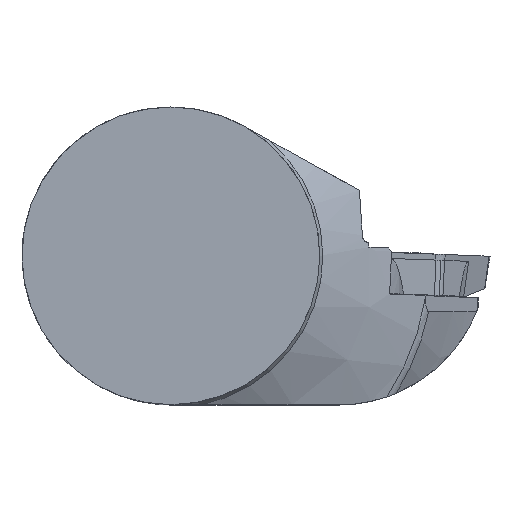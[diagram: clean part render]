
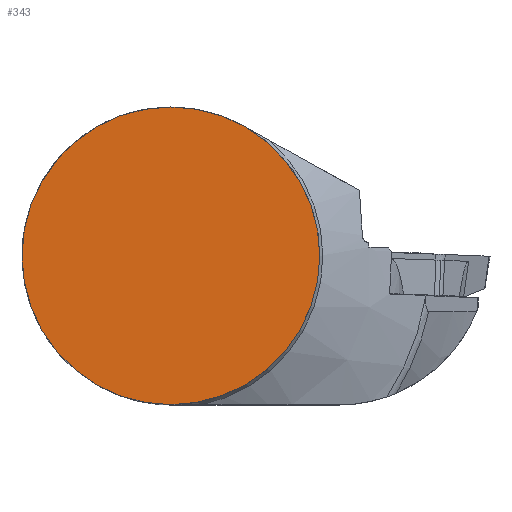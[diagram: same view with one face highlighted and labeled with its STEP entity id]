
A CAD part, top view. The second image highlights one B-rep face of the part: STEP entity #343.
In plain terms, the highlighted planar face has unit normal (0, 0, 1).
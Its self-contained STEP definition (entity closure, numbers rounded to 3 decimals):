
#166=PLANE('',#2088);
#247=FACE_OUTER_BOUND('',#491,.T.);
#343=ADVANCED_FACE('',(#247),#166,.T.);
#491=EDGE_LOOP('',(#1025));
#585=CIRCLE('',#1968,20.);
#1025=ORIENTED_EDGE('',*,*,#1353,.F.);
#1182=VERTEX_POINT('',#2736);
#1353=EDGE_CURVE('',#1182,#1182,#585,.T.);
#1968=AXIS2_PLACEMENT_3D('',#2735,#2172,#2173);
#2088=AXIS2_PLACEMENT_3D('',#3221,#2516,#2517);
#2172=DIRECTION('',(0.,0.,-1.));
#2173=DIRECTION('',(1.,0.,0.));
#2516=DIRECTION('',(0.,0.,1.));
#2517=DIRECTION('',(1.,0.,0.));
#2735=CARTESIAN_POINT('',(0.,0.,0.));
#2736=CARTESIAN_POINT('',(20.,0.,0.));
#3221=CARTESIAN_POINT('',(0.,0.,0.));
